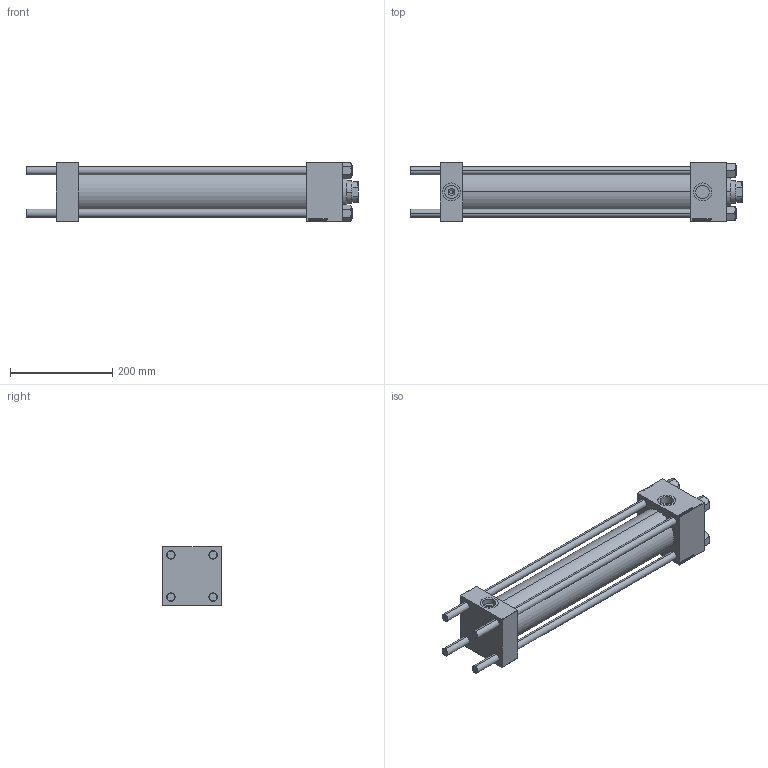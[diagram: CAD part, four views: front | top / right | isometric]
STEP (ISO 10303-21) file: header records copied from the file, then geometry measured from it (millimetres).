
FILE_DESCRIPTION (( 'STEP AP203' ), '1' );
FILE_NAME ('d339.STEP', '2023-08-23T09:24:51', ( '' ), ( '' ), 'SwSTEP 2.0', 'SolidWorks 2019', '' );
FILE_SCHEMA (( 'CONFIG_CONTROL_DESIGN' ));
Length unit declared in the file: millimetre
Products named in the file (6): V215_VC_A d3de6b2a8b7d8bd0327cb7150ce96b8e; V215CR_VCP d3de6b2a8b7d8bd0327cb7150ce96b8e; CR025_012_A_0_G_A_G_M_020_+#_##_TYCINKA d3de6b2a8b7d8bd0327cb7150ce96b8e; V215CR_BODY_A d3de6b2a8b7d8bd0327cb7150ce96b8e; NUT_M5 d3de6b2a8b7d8bd0327cb7150ce96b8e; d339
Assembly tree (11 placements, depth 2):
  d339
    V215CR_BODY_A d3de6b2a8b7d8bd0327cb7150ce96b8e
    CR025_012_A_0_G_A_G_M_020_+#_##_TYCINKA d3de6b2a8b7d8bd0327cb7150ce96b8e  x4
    NUT_M5 d3de6b2a8b7d8bd0327cb7150ce96b8e  x4
    V215CR_VCP d3de6b2a8b7d8bd0327cb7150ce96b8e
    V215_VC_A d3de6b2a8b7d8bd0327cb7150ce96b8e
Bounding box: 649 x 115 x 115 mm (x, y, z)
Volume: 3105851.3 mm3; surface area: 628333.2 mm2
Topology: 11 solids, 11 shells, 1182 faces, 2998 edges, 1951 vertices
Faces by surface type: plane 568, bspline 392, cone 136, cylinder 78, torus 8
Entity records: 50222 total; most frequent: CARTESIAN_POINT 27052, ORIENTED_EDGE 5260, DIRECTION 3314, EDGE_CURVE 2630, VERTEX_POINT 1729, LINE 1604, VECTOR 1604, EDGE_LOOP 1155
